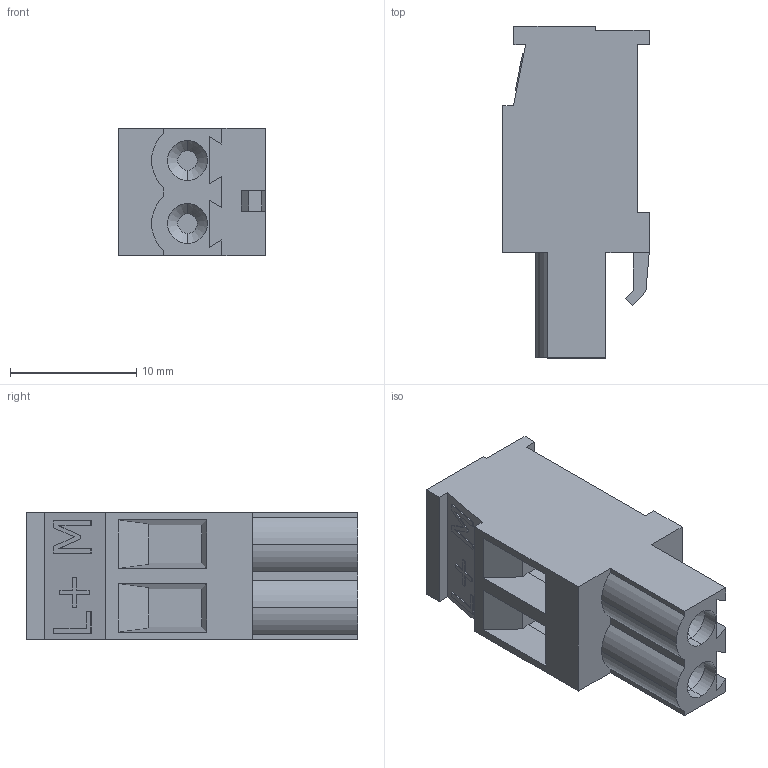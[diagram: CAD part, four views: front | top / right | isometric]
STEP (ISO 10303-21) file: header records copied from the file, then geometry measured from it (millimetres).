
FILE_DESCRIPTION (( 'STEP AP214' ), '1' );
FILE_NAME ('USB-Server Gigabit - Netzteil Stecker.STEP', '2018-03-16T08:17:32', ( 'admin' ), ( '' ), 'SwSTEP 2.0', 'SolidWorks 2017', '' );
FILE_SCHEMA (( 'AUTOMOTIVE_DESIGN' ));
Length unit declared in the file: metre
Products named in the file (1): USB-Server Gigabit - Netzteil Stecker
Bounding box: 11.61 x 26.29 x 10.12 mm (x, y, z)
Volume: 1928.2 mm3; surface area: 1894 mm2
Topology: 1 solids, 1 shells, 133 faces, 348 edges, 228 vertices
Faces by surface type: plane 103, cylinder 20, bspline 6, cone 4
Entity records: 4549 total; most frequent: CARTESIAN_POINT 858, ORIENTED_EDGE 696, DIRECTION 644, EDGE_CURVE 348, LINE 280, VECTOR 280, VERTEX_POINT 228, AXIS2_PLACEMENT_3D 182
